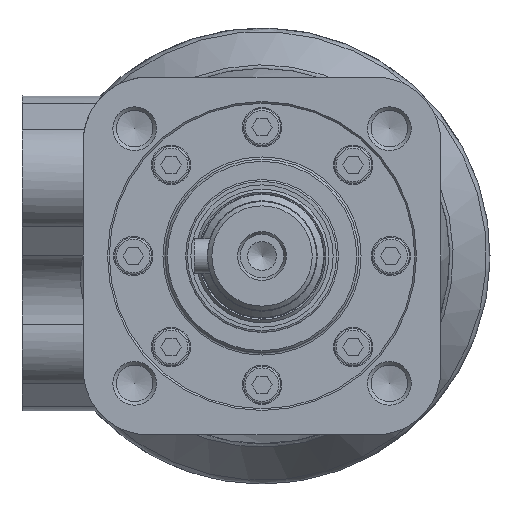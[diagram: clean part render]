
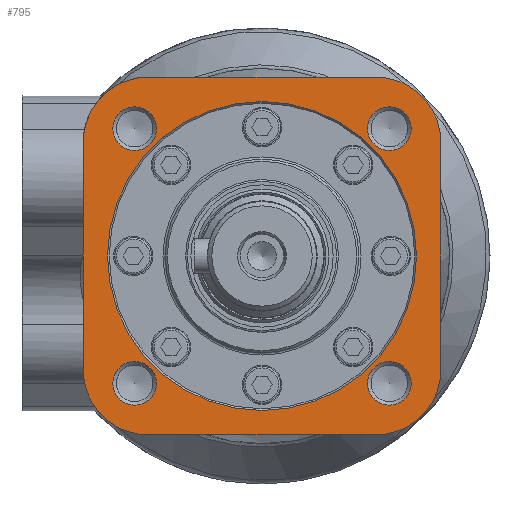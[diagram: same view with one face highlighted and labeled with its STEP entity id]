
A CAD part, left-side view. The second image highlights one B-rep face of the part: STEP entity #795.
In plain terms, the highlighted planar face has unit normal (-1, 0, 0).
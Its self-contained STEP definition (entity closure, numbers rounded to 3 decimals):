
#795 = ADVANCED_FACE( '', ( #1803, #1804, #1805, #1806, #1807, #1808 ), #1809, .F. );
#1803 = FACE_BOUND( '', #3164, .T. );
#1804 = FACE_BOUND( '', #3165, .T. );
#1805 = FACE_BOUND( '', #3166, .T. );
#1806 = FACE_BOUND( '', #3167, .T. );
#1807 = FACE_OUTER_BOUND( '', #3168, .T. );
#1808 = FACE_BOUND( '', #3169, .T. );
#1809 = PLANE( '', #3170 );
#3164 = EDGE_LOOP( '', ( #5074 ) );
#3165 = EDGE_LOOP( '', ( #5075 ) );
#3166 = EDGE_LOOP( '', ( #5076 ) );
#3167 = EDGE_LOOP( '', ( #5077 ) );
#3168 = EDGE_LOOP( '', ( #5078, #5079, #5080, #5081, #5082, #5083, #5084, #5085 ) );
#3169 = EDGE_LOOP( '', ( #5086 ) );
#3170 = AXIS2_PLACEMENT_3D( '', #5087, #5088, #5089 );
#5074 = ORIENTED_EDGE( '', *, *, #7626, .T. );
#5075 = ORIENTED_EDGE( '', *, *, #7439, .T. );
#5076 = ORIENTED_EDGE( '', *, *, #7340, .T. );
#5077 = ORIENTED_EDGE( '', *, *, #7479, .T. );
#5078 = ORIENTED_EDGE( '', *, *, #7627, .F. );
#5079 = ORIENTED_EDGE( '', *, *, #7628, .F. );
#5080 = ORIENTED_EDGE( '', *, *, #7177, .F. );
#5081 = ORIENTED_EDGE( '', *, *, #7107, .F. );
#5082 = ORIENTED_EDGE( '', *, *, #7463, .F. );
#5083 = ORIENTED_EDGE( '', *, *, #7467, .F. );
#5084 = ORIENTED_EDGE( '', *, *, #7587, .F. );
#5085 = ORIENTED_EDGE( '', *, *, #7629, .F. );
#5086 = ORIENTED_EDGE( '', *, *, #7168, .T. );
#5087 = CARTESIAN_POINT( '', ( 0., 0., 0. ) );
#5088 = DIRECTION( '', ( 1., 0., 0. ) );
#5089 = DIRECTION( '', ( 0., 0., -1. ) );
#7107 = EDGE_CURVE( '', #8238, #8240, #8241, .T. );
#7168 = EDGE_CURVE( '', #8349, #8349, #8350, .T. );
#7177 = EDGE_CURVE( '', #8240, #8365, #8366, .T. );
#7340 = EDGE_CURVE( '', #8630, #8630, #8631, .T. );
#7439 = EDGE_CURVE( '', #8788, #8788, #8789, .T. );
#7463 = EDGE_CURVE( '', #8824, #8238, #8826, .T. );
#7467 = EDGE_CURVE( '', #8830, #8824, #8832, .T. );
#7479 = EDGE_CURVE( '', #8850, #8850, #8851, .T. );
#7587 = EDGE_CURVE( '', #9014, #8830, #9016, .T. );
#7626 = EDGE_CURVE( '', #9070, #9070, #9071, .T. );
#7627 = EDGE_CURVE( '', #9072, #9073, #9074, .T. );
#7628 = EDGE_CURVE( '', #8365, #9072, #9075, .T. );
#7629 = EDGE_CURVE( '', #9073, #9014, #9076, .T. );
#8238 = VERTEX_POINT( '', #9863 );
#8240 = VERTEX_POINT( '', #9866 );
#8241 = LINE( '', #9867, #9868 );
#8349 = VERTEX_POINT( '', #10118 );
#8350 = CIRCLE( '', #10119, 35.4 );
#8365 = VERTEX_POINT( '', #10137 );
#8366 = CIRCLE( '', #10138, 15. );
#8630 = VERTEX_POINT( '', #10551 );
#8631 = CIRCLE( '', #10552, 5. );
#8788 = VERTEX_POINT( '', #10892 );
#8789 = CIRCLE( '', #10893, 5. );
#8824 = VERTEX_POINT( '', #10948 );
#8826 = CIRCLE( '', #10951, 15. );
#8830 = VERTEX_POINT( '', #10956 );
#8832 = LINE( '', #10959, #10960 );
#8850 = VERTEX_POINT( '', #10986 );
#8851 = CIRCLE( '', #10987, 5. );
#9014 = VERTEX_POINT( '', #11287 );
#9016 = CIRCLE( '', #11290, 15. );
#9070 = VERTEX_POINT( '', #11367 );
#9071 = CIRCLE( '', #11368, 5. );
#9072 = VERTEX_POINT( '', #11369 );
#9073 = VERTEX_POINT( '', #11370 );
#9074 = CIRCLE( '', #11371, 15. );
#9075 = LINE( '', #11372, #11373 );
#9076 = LINE( '', #11374, #11375 );
#9863 = CARTESIAN_POINT( '', ( 0., -26., -41. ) );
#9866 = CARTESIAN_POINT( '', ( 0., 26., -41. ) );
#9867 = CARTESIAN_POINT( '', ( 0., -26., -41. ) );
#9868 = VECTOR( '', #12608, 1000. );
#10118 = CARTESIAN_POINT( '', ( 0., 0., -35.4 ) );
#10119 = AXIS2_PLACEMENT_3D( '', #12682, #12683, #12684 );
#10137 = CARTESIAN_POINT( '', ( 0., 41., -26. ) );
#10138 = AXIS2_PLACEMENT_3D( '', #12697, #12698, #12699 );
#10551 = CARTESIAN_POINT( '', ( 0., -29.19, 24.19 ) );
#10552 = AXIS2_PLACEMENT_3D( '', #12898, #12899, #12900 );
#10892 = CARTESIAN_POINT( '', ( 0., 29.19, -34.19 ) );
#10893 = AXIS2_PLACEMENT_3D( '', #13018, #13019, #13020 );
#10948 = CARTESIAN_POINT( '', ( 0., -41., -26. ) );
#10951 = AXIS2_PLACEMENT_3D( '', #13051, #13052, #13053 );
#10956 = CARTESIAN_POINT( '', ( 0., -41., 26. ) );
#10959 = CARTESIAN_POINT( '', ( 0., -41., 26. ) );
#10960 = VECTOR( '', #13056, 1000. );
#10986 = CARTESIAN_POINT( '', ( 0., 29.19, 24.19 ) );
#10987 = AXIS2_PLACEMENT_3D( '', #13065, #13066, #13067 );
#11287 = CARTESIAN_POINT( '', ( 0., -26., 41. ) );
#11290 = AXIS2_PLACEMENT_3D( '', #13161, #13162, #13163 );
#11367 = CARTESIAN_POINT( '', ( 0., -29.19, -34.19 ) );
#11368 = AXIS2_PLACEMENT_3D( '', #13208, #13209, #13210 );
#11369 = CARTESIAN_POINT( '', ( 0., 41., 26. ) );
#11370 = CARTESIAN_POINT( '', ( 0., 26., 41. ) );
#11371 = AXIS2_PLACEMENT_3D( '', #13211, #13212, #13213 );
#11372 = CARTESIAN_POINT( '', ( 0., 41., -26. ) );
#11373 = VECTOR( '', #13214, 1000. );
#11374 = CARTESIAN_POINT( '', ( 0., 26., 41. ) );
#11375 = VECTOR( '', #13215, 1000. );
#12608 = DIRECTION( '', ( 0., 1., 0. ) );
#12682 = CARTESIAN_POINT( '', ( 0., 0., 0. ) );
#12683 = DIRECTION( '', ( 1., 0., 0. ) );
#12684 = DIRECTION( '', ( 0., 0., -1. ) );
#12697 = CARTESIAN_POINT( '', ( 0., 26., -26. ) );
#12698 = DIRECTION( '', ( 1., 0., 0. ) );
#12699 = DIRECTION( '', ( 0., 0., -1. ) );
#12898 = CARTESIAN_POINT( '', ( 0., -29.19, 29.19 ) );
#12899 = DIRECTION( '', ( 1., 0., 0. ) );
#12900 = DIRECTION( '', ( 0., 0., -1. ) );
#13018 = CARTESIAN_POINT( '', ( 0., 29.19, -29.19 ) );
#13019 = DIRECTION( '', ( 1., 0., 0. ) );
#13020 = DIRECTION( '', ( 0., 0., -1. ) );
#13051 = CARTESIAN_POINT( '', ( 0., -26., -26. ) );
#13052 = DIRECTION( '', ( 1., 0., 0. ) );
#13053 = DIRECTION( '', ( 0., 0., -1. ) );
#13056 = DIRECTION( '', ( 0., 0., -1. ) );
#13065 = CARTESIAN_POINT( '', ( 0., 29.19, 29.19 ) );
#13066 = DIRECTION( '', ( 1., 0., 0. ) );
#13067 = DIRECTION( '', ( 0., 0., -1. ) );
#13161 = CARTESIAN_POINT( '', ( 0., -26., 26. ) );
#13162 = DIRECTION( '', ( 1., 0., 0. ) );
#13163 = DIRECTION( '', ( 0., 0., -1. ) );
#13208 = CARTESIAN_POINT( '', ( 0., -29.19, -29.19 ) );
#13209 = DIRECTION( '', ( 1., 0., 0. ) );
#13210 = DIRECTION( '', ( 0., 0., -1. ) );
#13211 = CARTESIAN_POINT( '', ( 0., 26., 26. ) );
#13212 = DIRECTION( '', ( 1., 0., 0. ) );
#13213 = DIRECTION( '', ( 0., 0., -1. ) );
#13214 = DIRECTION( '', ( 0., 0., 1. ) );
#13215 = DIRECTION( '', ( 0., -1., 0. ) );
